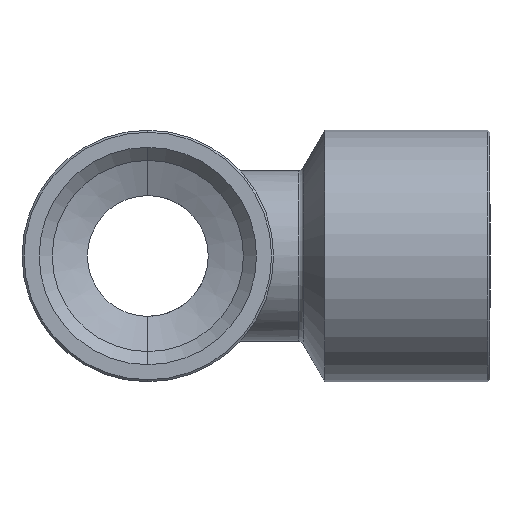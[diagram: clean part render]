
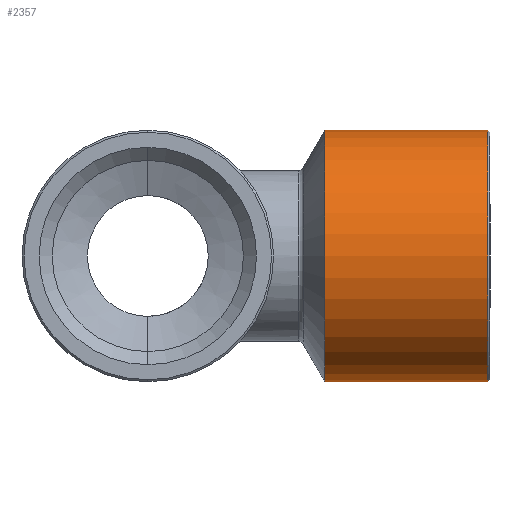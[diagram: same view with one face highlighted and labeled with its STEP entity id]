
A CAD part, left-side view. The second image highlights one B-rep face of the part: STEP entity #2357.
In plain terms, the highlighted cylindrical face has radius 12.5 mm (diameter 25 mm), a partial arc.
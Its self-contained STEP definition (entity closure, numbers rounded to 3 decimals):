
#137 = CARTESIAN_POINT ( 'NONE',  ( 0., -17.598, 12.5 ) ) ;
#145 = CARTESIAN_POINT ( 'NONE',  ( 0., -17.598, -12.5 ) ) ;
#153 = CARTESIAN_POINT ( 'NONE',  ( 0., -33.8, -12.5 ) ) ;
#330 = LINE ( 'NONE', #331, #1262 ) ;
#331 = CARTESIAN_POINT ( 'NONE',  ( 0., 5.203, 12.5 ) ) ;
#332 = DIRECTION ( 'NONE',  ( 0., 1., 0. ) ) ;
#487 = ORIENTED_EDGE ( 'NONE', *, *, #1311, .T. ) ;
#488 = ORIENTED_EDGE ( 'NONE', *, *, #676, .T. ) ;
#494 = ORIENTED_EDGE ( 'NONE', *, *, #1371, .F. ) ;
#676 = EDGE_CURVE ( 'NONE', #3583, #746, #1557, .T. ) ;
#746 = VERTEX_POINT ( 'NONE', #2843 ) ;
#929 = AXIS2_PLACEMENT_3D ( 'NONE', #3151, #3148, #3154 ) ;
#950 = CARTESIAN_POINT ( 'NONE',  ( 0., -17.598, 0. ) ) ;
#951 = DIRECTION ( 'NONE',  ( 0., -1., 0. ) ) ;
#952 = DIRECTION ( 'NONE',  ( 1., 0., 0. ) ) ;
#1262 = VECTOR ( 'NONE', #332, 1000. ) ;
#1311 = EDGE_CURVE ( 'NONE', #746, #3567, #330, .T. ) ;
#1371 = EDGE_CURVE ( 'NONE', #3583, #3575, #2113, .T. ) ;
#1553 = AXIS2_PLACEMENT_3D ( 'NONE', #1860, #3067, #3354 ) ;
#1557 = CIRCLE ( 'NONE', #1553, 12.5 ) ;
#1752 = VECTOR ( 'NONE', #2123, 1000. ) ;
#1860 = CARTESIAN_POINT ( 'NONE',  ( 0., -33.8, 0. ) ) ;
#2113 = LINE ( 'NONE', #2122, #1752 ) ;
#2122 = CARTESIAN_POINT ( 'NONE',  ( 0., 5.203, -12.5 ) ) ;
#2123 = DIRECTION ( 'NONE',  ( 0., 1., 0. ) ) ;
#2306 = AXIS2_PLACEMENT_3D ( 'NONE', #950, #951, #952 ) ;
#2310 = CIRCLE ( 'NONE', #2306, 12.5 ) ;
#2357 = ADVANCED_FACE ( 'NONE', ( #3150 ), #3153, .T. ) ;
#2409 = EDGE_CURVE ( 'NONE', #3567, #3575, #2310, .T. ) ;
#2590 = ORIENTED_EDGE ( 'NONE', *, *, #2409, .T. ) ;
#2843 = CARTESIAN_POINT ( 'NONE',  ( 0., -33.8, 12.5 ) ) ;
#2977 = EDGE_LOOP ( 'NONE', ( #494, #488, #487, #2590 ) ) ;
#3067 = DIRECTION ( 'NONE',  ( 0., 1., 0. ) ) ;
#3148 = DIRECTION ( 'NONE',  ( 0., 1., 0. ) ) ;
#3150 = FACE_OUTER_BOUND ( 'NONE', #2977, .T. ) ;
#3151 = CARTESIAN_POINT ( 'NONE',  ( 0., 5.203, 0. ) ) ;
#3153 = CYLINDRICAL_SURFACE ( 'NONE', #929, 12.5 ) ;
#3154 = DIRECTION ( 'NONE',  ( 0., 0., 1. ) ) ;
#3354 = DIRECTION ( 'NONE',  ( 0., 0., 1. ) ) ;
#3567 = VERTEX_POINT ( 'NONE', #137 ) ;
#3575 = VERTEX_POINT ( 'NONE', #145 ) ;
#3583 = VERTEX_POINT ( 'NONE', #153 ) ;
